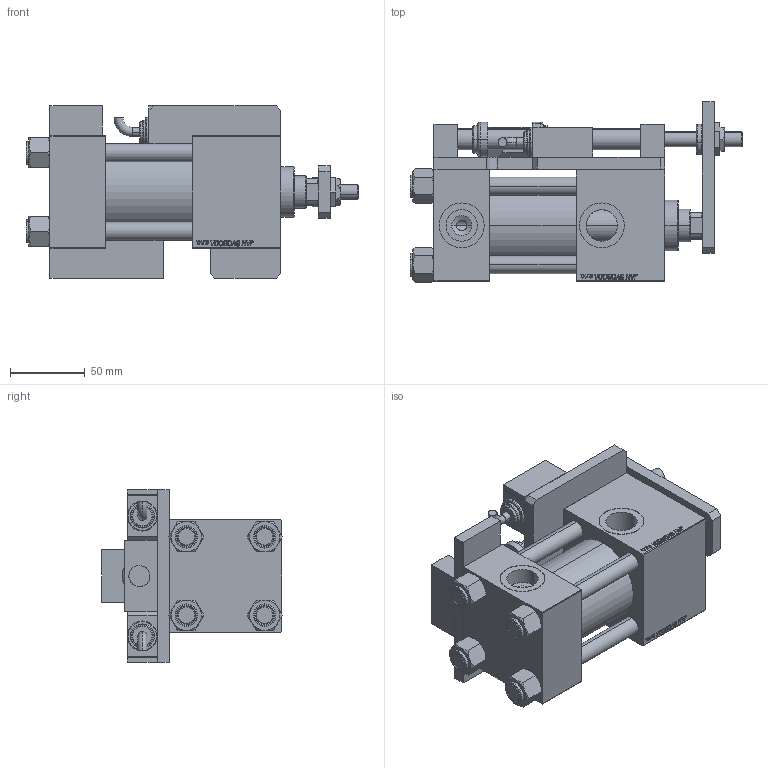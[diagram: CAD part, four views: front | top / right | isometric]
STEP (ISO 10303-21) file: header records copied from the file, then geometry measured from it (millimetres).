
FILE_DESCRIPTION (( 'STEP AP203' ), '1' );
FILE_NAME ('af78.STEP', '2022-08-09T09:04:43', ( '' ), ( '' ), 'SwSTEP 2.0', 'SolidWorks 2019', '' );
FILE_SCHEMA (( 'CONFIG_CONTROL_DESIGN' ));
Length unit declared in the file: millimetre
Products named in the file (16): af78; V215CD_SWITCH_Q_ZARAZKA ec322a92af41b2ba3166d45885847d2a; V215CD_SWITCH_Q_BLOK ec322a92af41b2ba3166d45885847d2a; V215CD_SWITCH_Q_SWITCH ec322a92af41b2ba3166d45885847d2a; V215CD_SWITCH_Q_MAGNET ec322a92af41b2ba3166d45885847d2a; V215CD_SWITCH_Q_TYC ec322a92af41b2ba3166d45885847d2a; V215CD_SWITCH_Q_DIMA ec322a92af41b2ba3166d45885847d2a; NUT_M5_V215CD_C ec322a92af41b2ba3166d45885847d2a; V215CD_VC_C ec322a92af41b2ba3166d45885847d2a; V215CD_VCP_C ec322a92af41b2ba3166d45885847d2a; V215CD_SWITCH_Q_PODLOZKA_BACK ec322a92af41b2ba3166d45885847d2a; V215CD_Body_C ec322a92af41b2ba3166d45885847d2a; V215CD_SWITCH_Q_PODLOZKA_FRONT ec322a92af41b2ba3166d45885847d2a; V215CD_C_TYCINKA ec322a92af41b2ba3166d45885847d2a; V215CD_SWITCH_Q_NUT ec322a92af41b2ba3166d45885847d2a; V215CD_SWITCH_Q_NUT10 ec322a92af41b2ba3166d45885847d2a
Assembly tree (24 placements, depth 2):
  af78
    V215CD_Body_C ec322a92af41b2ba3166d45885847d2a
    V215CD_VC_C ec322a92af41b2ba3166d45885847d2a
    V215CD_VCP_C ec322a92af41b2ba3166d45885847d2a
    V215CD_C_TYCINKA ec322a92af41b2ba3166d45885847d2a  x4
    NUT_M5_V215CD_C ec322a92af41b2ba3166d45885847d2a  x4
    V215CD_SWITCH_Q_PODLOZKA_BACK ec322a92af41b2ba3166d45885847d2a
    V215CD_SWITCH_Q_PODLOZKA_FRONT ec322a92af41b2ba3166d45885847d2a
    V215CD_SWITCH_Q_DIMA ec322a92af41b2ba3166d45885847d2a
    V215CD_SWITCH_Q_BLOK ec322a92af41b2ba3166d45885847d2a  x2
    V215CD_SWITCH_Q_TYC ec322a92af41b2ba3166d45885847d2a
    V215CD_SWITCH_Q_NUT ec322a92af41b2ba3166d45885847d2a
    V215CD_SWITCH_Q_NUT10 ec322a92af41b2ba3166d45885847d2a
    V215CD_SWITCH_Q_ZARAZKA ec322a92af41b2ba3166d45885847d2a
    V215CD_SWITCH_Q_SWITCH ec322a92af41b2ba3166d45885847d2a  x2
    V215CD_SWITCH_Q_MAGNET ec322a92af41b2ba3166d45885847d2a  x2
Bounding box: 221.5 x 120.27 x 115 mm (x, y, z)
Volume: 914965.1 mm3; surface area: 230347.6 mm2
Topology: 24 solids, 24 shells, 1382 faces, 3402 edges, 2204 vertices
Faces by surface type: plane 649, bspline 392, cylinder 158, cone 147, torus 36
Entity records: 56045 total; most frequent: CARTESIAN_POINT 27992, ORIENTED_EDGE 5972, DIRECTION 4147, EDGE_CURVE 2986, VERTEX_POINT 1956, VECTOR 1801, LINE 1801, EDGE_LOOP 1348
